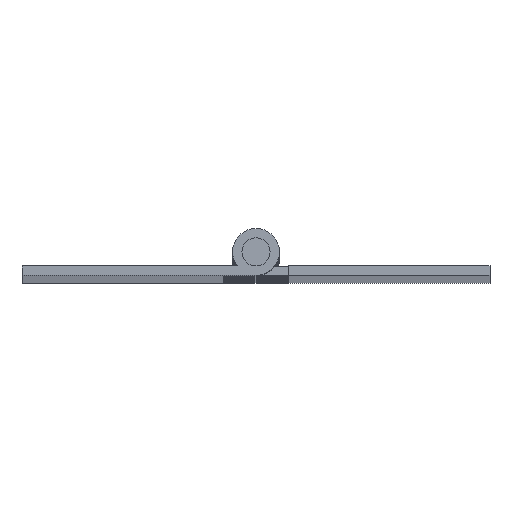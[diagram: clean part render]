
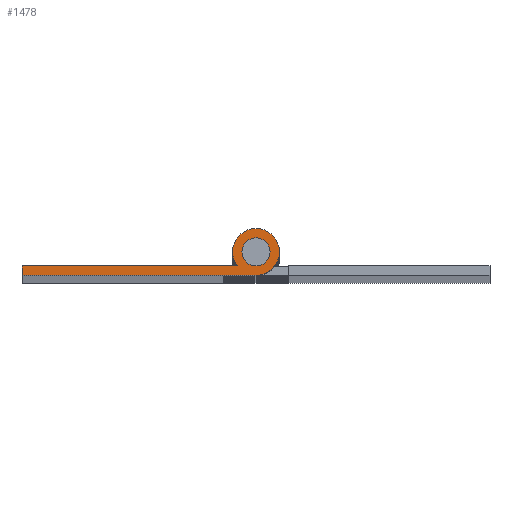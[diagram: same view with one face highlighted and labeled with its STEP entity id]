
A CAD part, top view. The second image highlights one B-rep face of the part: STEP entity #1478.
In plain terms, the highlighted planar face has unit normal (0, 0, 1).
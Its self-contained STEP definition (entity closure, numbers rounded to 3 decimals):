
#247 = VERTEX_POINT ( 'NONE', #2751 ) ;
#248 = VERTEX_POINT ( 'NONE', #2752 ) ;
#565 = EDGE_LOOP ( 'NONE', ( #3014, #4417, #4418, #3013, #4420, #4419 ) ) ;
#566 = EDGE_LOOP ( 'NONE', ( #4422, #4421 ) ) ;
#952 = EDGE_CURVE ( 'NONE', #2609, #3811, #2339, .T. ) ;
#955 = EDGE_CURVE ( 'NONE', #3808, #3807, #2340, .T. ) ;
#1043 = LINE ( 'NONE', #1044, #3540 ) ;
#1044 = CARTESIAN_POINT ( 'NONE',  ( -50., -3., 500. ) ) ;
#1045 = DIRECTION ( 'NONE',  ( -1., 0., 0. ) ) ;
#1046 = LINE ( 'NONE', #1047, #3541 ) ;
#1047 = CARTESIAN_POINT ( 'NONE',  ( -50., -5., 500. ) ) ;
#1048 = DIRECTION ( 'NONE',  ( 0., -1., 0. ) ) ;
#1052 = LINE ( 'NONE', #1053, #3544 ) ;
#1053 = CARTESIAN_POINT ( 'NONE',  ( 0., -5., 500. ) ) ;
#1054 = DIRECTION ( 'NONE',  ( 1., 0., 0. ) ) ;
#1427 = EDGE_CURVE ( 'NONE', #3807, #3808, #2355, .T. ) ;
#1431 = EDGE_CURVE ( 'NONE', #3811, #3812, #2353, .T. ) ;
#1434 = EDGE_CURVE ( 'NONE', #3812, #2607, #2357, .T. ) ;
#1478 = ADVANCED_FACE ( 'NONE', ( #5787, #5781 ), #5183, .T. ) ;
#1751 = AXIS2_PLACEMENT_3D ( 'NONE', #2214, #2215, #2216 ) ;
#1771 = AXIS2_PLACEMENT_3D ( 'NONE', #2202, #2206, #2207 ) ;
#2202 = CARTESIAN_POINT ( 'NONE',  ( 0., 0., 500. ) ) ;
#2206 = DIRECTION ( 'NONE',  ( 0., 0., 1. ) ) ;
#2207 = DIRECTION ( 'NONE',  ( 1., 0., 0. ) ) ;
#2214 = CARTESIAN_POINT ( 'NONE',  ( 0., 0., 500. ) ) ;
#2215 = DIRECTION ( 'NONE',  ( 0., 0., 1. ) ) ;
#2216 = DIRECTION ( 'NONE',  ( 1., 0., 0. ) ) ;
#2339 = CIRCLE ( 'NONE', #1771, 5. ) ;
#2340 = CIRCLE ( 'NONE', #1751, 3. ) ;
#2353 = CIRCLE ( 'NONE', #5753, 5. ) ;
#2355 = CIRCLE ( 'NONE', #5765, 3. ) ;
#2357 = CIRCLE ( 'NONE', #5842, 5. ) ;
#2607 = VERTEX_POINT ( 'NONE', #4900 ) ;
#2609 = VERTEX_POINT ( 'NONE', #4902 ) ;
#2751 = CARTESIAN_POINT ( 'NONE',  ( -50., -3., 500. ) ) ;
#2752 = CARTESIAN_POINT ( 'NONE',  ( -50., -5., 500. ) ) ;
#3013 = ORIENTED_EDGE ( 'NONE', *, *, #5736, .T. ) ;
#3014 = ORIENTED_EDGE ( 'NONE', *, *, #952, .T. ) ;
#3540 = VECTOR ( 'NONE', #1045, 1000. ) ;
#3541 = VECTOR ( 'NONE', #1048, 1000. ) ;
#3544 = VECTOR ( 'NONE', #1054, 1000. ) ;
#3807 = VERTEX_POINT ( 'NONE', #4228 ) ;
#3808 = VERTEX_POINT ( 'NONE', #4229 ) ;
#3811 = VERTEX_POINT ( 'NONE', #4232 ) ;
#3812 = VERTEX_POINT ( 'NONE', #4233 ) ;
#4228 = CARTESIAN_POINT ( 'NONE',  ( -3., 0., 500. ) ) ;
#4229 = CARTESIAN_POINT ( 'NONE',  ( 3., 0., 500. ) ) ;
#4232 = CARTESIAN_POINT ( 'NONE',  ( 5., 0., 500. ) ) ;
#4233 = CARTESIAN_POINT ( 'NONE',  ( -5., 0., 500. ) ) ;
#4417 = ORIENTED_EDGE ( 'NONE', *, *, #1431, .T. ) ;
#4418 = ORIENTED_EDGE ( 'NONE', *, *, #1434, .T. ) ;
#4419 = ORIENTED_EDGE ( 'NONE', *, *, #5739, .T. ) ;
#4420 = ORIENTED_EDGE ( 'NONE', *, *, #5737, .T. ) ;
#4421 = ORIENTED_EDGE ( 'NONE', *, *, #955, .F. ) ;
#4422 = ORIENTED_EDGE ( 'NONE', *, *, #1427, .F. ) ;
#4771 = CARTESIAN_POINT ( 'NONE',  ( 0., 0., 500. ) ) ;
#4778 = DIRECTION ( 'NONE',  ( 0., 0., 1. ) ) ;
#4779 = DIRECTION ( 'NONE',  ( 1., 0., 0. ) ) ;
#4783 = CARTESIAN_POINT ( 'NONE',  ( 0., 0., 500. ) ) ;
#4900 = CARTESIAN_POINT ( 'NONE',  ( -4., -3., 500. ) ) ;
#4902 = CARTESIAN_POINT ( 'NONE',  ( 0., -5., 500. ) ) ;
#5082 = DIRECTION ( 'NONE',  ( 0., 0., 1. ) ) ;
#5083 = DIRECTION ( 'NONE',  ( 1., 0., 0. ) ) ;
#5087 = CARTESIAN_POINT ( 'NONE',  ( 0., 0., 500. ) ) ;
#5091 = DIRECTION ( 'NONE',  ( 0., 0., 1. ) ) ;
#5092 = DIRECTION ( 'NONE',  ( 1., 0., 0. ) ) ;
#5183 = PLANE ( 'NONE',  #5778 ) ;
#5184 = CARTESIAN_POINT ( 'NONE',  ( 0., 0., 500. ) ) ;
#5185 = DIRECTION ( 'NONE',  ( 0., 0., 1. ) ) ;
#5186 = DIRECTION ( 'NONE',  ( 1., 0., 0. ) ) ;
#5736 = EDGE_CURVE ( 'NONE', #2607, #247, #1043, .T. ) ;
#5737 = EDGE_CURVE ( 'NONE', #247, #248, #1046, .T. ) ;
#5739 = EDGE_CURVE ( 'NONE', #248, #2609, #1052, .T. ) ;
#5753 = AXIS2_PLACEMENT_3D ( 'NONE', #4783, #5082, #5083 ) ;
#5765 = AXIS2_PLACEMENT_3D ( 'NONE', #4771, #4778, #4779 ) ;
#5778 = AXIS2_PLACEMENT_3D ( 'NONE', #5184, #5185, #5186 ) ;
#5781 = FACE_BOUND ( 'NONE', #566, .T. ) ;
#5787 = FACE_OUTER_BOUND ( 'NONE', #565, .T. ) ;
#5842 = AXIS2_PLACEMENT_3D ( 'NONE', #5087, #5091, #5092 ) ;
